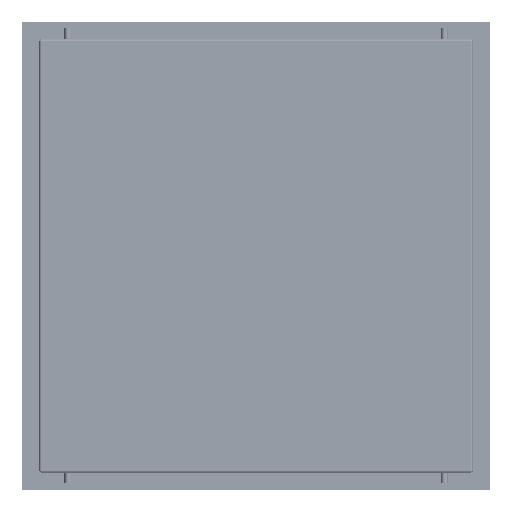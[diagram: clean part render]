
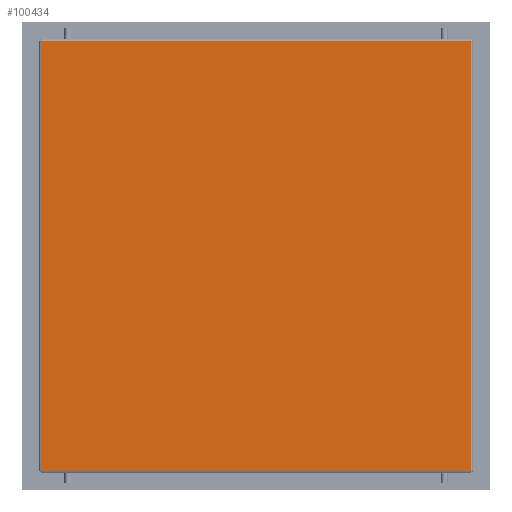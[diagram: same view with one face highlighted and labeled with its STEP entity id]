
A CAD part, front view. The second image highlights one B-rep face of the part: STEP entity #100434.
In plain terms, the highlighted face is planar.
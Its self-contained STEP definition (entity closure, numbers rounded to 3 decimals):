
#8475 = EDGE_CURVE ( 'Defeature completata1_49+Defeature completata1_96+Defeature completata1_95+Defeature completata1_91', #177379, #13269, #205299, .T. ) ;
#9362 = DIRECTION ( 'NONE',  ( 0., -1., 0. ) ) ;
#9846 = VERTEX_POINT ( 'NONE', #189359 ) ;
#12194 = PLANE ( 'NONE',  #63225 ) ;
#13269 = VERTEX_POINT ( 'NONE', #18013 ) ;
#13285 = DIRECTION ( 'NONE',  ( 0., -1., 0. ) ) ;
#18013 = CARTESIAN_POINT ( 'NONE',  ( -132.39, 246.779, -12.845 ) ) ;
#24101 = LINE ( 'NONE', #213301, #114366 ) ;
#27601 = DIRECTION ( 'NONE',  ( 0., 1., 0. ) ) ;
#29600 = CARTESIAN_POINT ( 'NONE',  ( 412.81, 246.779, -12.845 ) ) ;
#59846 = CARTESIAN_POINT ( 'NONE',  ( 412.81, -300.821, -12.845 ) ) ;
#63225 = AXIS2_PLACEMENT_3D ( 'NONE', #134812, #170542, #13285 ) ;
#69697 = CARTESIAN_POINT ( 'NONE',  ( -134.79, 246.779, -12.845 ) ) ;
#78216 = VECTOR ( 'NONE', #27601, 1000. ) ;
#80699 = EDGE_CURVE ( 'Defeature completata1_49+Defeature completata1_95+Defeature completata1_90+Defeature completata1_96', #9846, #177379, #24101, .T. ) ;
#81131 = FACE_OUTER_BOUND ( 'NONE', #223905, .T. ) ;
#90267 = LINE ( 'NONE', #69697, #94343 ) ;
#94343 = VECTOR ( 'NONE', #139585, 1000. ) ;
#100434 = ADVANCED_FACE ( 'Defeature completata1_49', ( #81131 ), #12194, .F. ) ;
#114366 = VECTOR ( 'NONE', #181232, 1000. ) ;
#121060 = ORIENTED_EDGE ( 'NONE', *, *, #203303, .T. ) ;
#127801 = ORIENTED_EDGE ( 'NONE', *, *, #80699, .T. ) ;
#127898 = VECTOR ( 'NONE', #9362, 1000. ) ;
#134812 = CARTESIAN_POINT ( 'NONE',  ( -134.79, -300.821, -12.845 ) ) ;
#139080 = CARTESIAN_POINT ( 'NONE',  ( -132.39, -298.421, -12.845 ) ) ;
#139585 = DIRECTION ( 'NONE',  ( 1., 0., 0. ) ) ;
#149065 = CARTESIAN_POINT ( 'NONE',  ( -132.39, -300.821, -12.845 ) ) ;
#150383 = ORIENTED_EDGE ( 'NONE', *, *, #226370, .T. ) ;
#155470 = VERTEX_POINT ( 'NONE', #29600 ) ;
#167655 = LINE ( 'NONE', #59846, #127898 ) ;
#170542 = DIRECTION ( 'NONE',  ( 0., 0., 1. ) ) ;
#177379 = VERTEX_POINT ( 'NONE', #139080 ) ;
#181232 = DIRECTION ( 'NONE',  ( -1., 0., 0. ) ) ;
#185826 = ORIENTED_EDGE ( 'NONE', *, *, #8475, .T. ) ;
#189359 = CARTESIAN_POINT ( 'NONE',  ( 412.81, -298.421, -12.845 ) ) ;
#203303 = EDGE_CURVE ( 'Defeature completata1_49+Defeature completata1_91+Defeature completata1_96+Defeature completata1_90', #13269, #155470, #90267, .T. ) ;
#205299 = LINE ( 'NONE', #149065, #78216 ) ;
#213301 = CARTESIAN_POINT ( 'NONE',  ( -134.79, -298.421, -12.845 ) ) ;
#223905 = EDGE_LOOP ( 'NONE', ( #150383, #127801, #185826, #121060 ) ) ;
#226370 = EDGE_CURVE ( 'Defeature completata1_49+Defeature completata1_90+Defeature completata1_91+Defeature completata1_95', #155470, #9846, #167655, .T. ) ;
